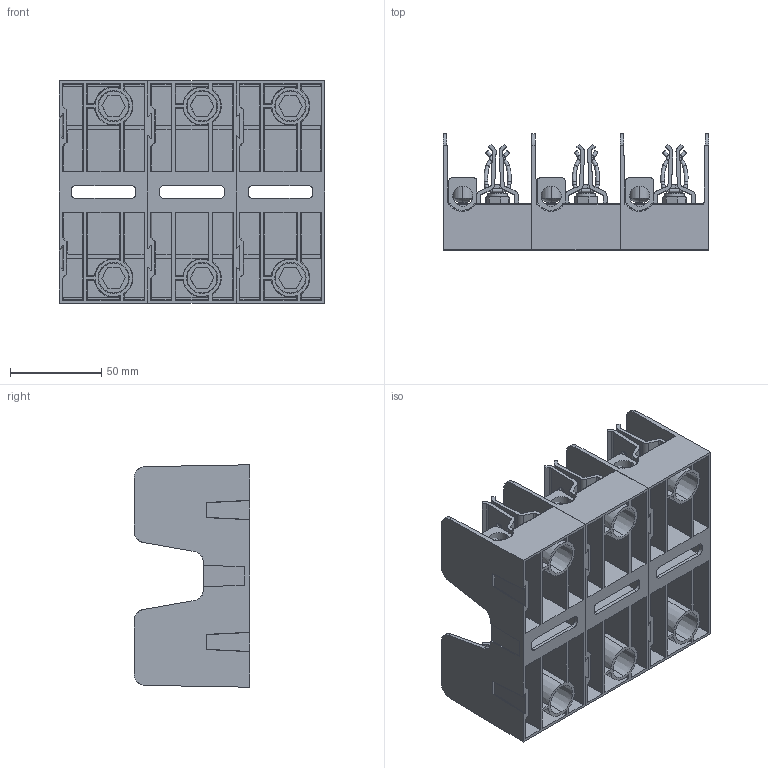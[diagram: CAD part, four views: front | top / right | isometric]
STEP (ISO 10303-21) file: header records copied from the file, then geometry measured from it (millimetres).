
FILE_DESCRIPTION (( 'STEP AP214' ), '1' );
FILE_NAME ('701186-3P.STEP', '2013-04-02T16:03:44', ( '' ), ( '' ), 'SwSTEP 2.0', 'SolidWorks 2012', '' );
FILE_SCHEMA (( 'AUTOMOTIVE_DESIGN' ));
Length unit declared in the file: inch
Products named in the file (1): 701186-3P
Bounding box: 145.54 x 63.5 x 122.04 mm (x, y, z)
Volume: 233009.3 mm3; surface area: 220023.3 mm2
Topology: 39 solids, 39 shells, 1740 faces, 4704 edges, 3074 vertices
Faces by surface type: plane 972, cylinder 540, torus 96, cone 72, bspline 60
Entity records: 80196 total; most frequent: CARTESIAN_POINT 13833, ORIENTED_EDGE 9408, DIRECTION 8554, EDGE_CURVE 4704, LINE 3084, VECTOR 3084, VERTEX_POINT 3074, AXIS2_PLACEMENT_3D 2735
